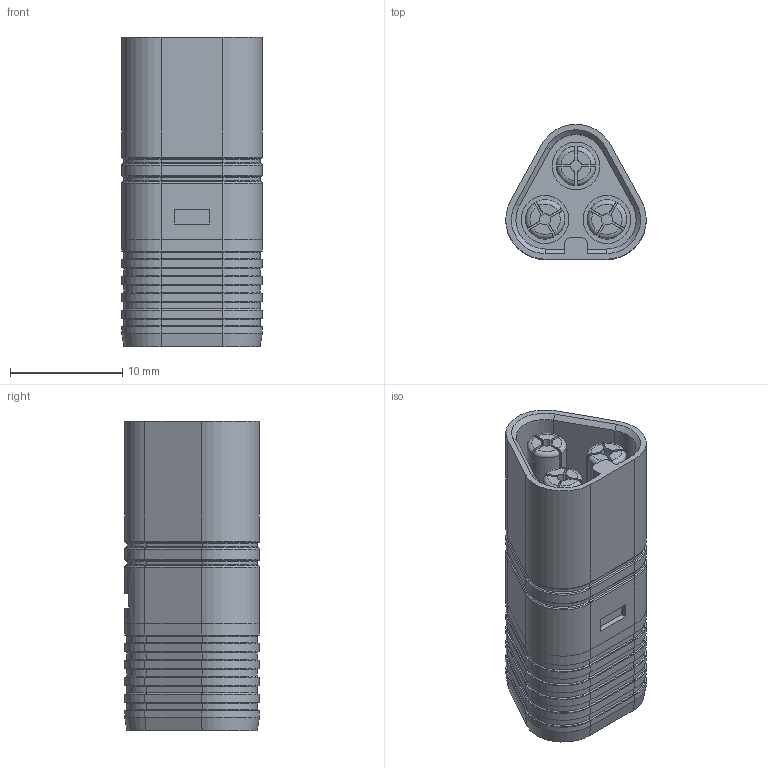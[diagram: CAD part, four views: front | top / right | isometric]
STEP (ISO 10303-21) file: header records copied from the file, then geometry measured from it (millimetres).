
FILE_DESCRIPTION(/* description */ ('','CAx-IF Rec.Pracs.---Representation and Presentation of Product Manufacturing Information (PMI)---4.0---2014-10-13'),/* implementation_level */ '2;1');
FILE_NAME(/* name */ 'MT60-M.stp',/* time_stamp */ '2021-11-22T16:54:14+01:00',/* author */ ('luc.lebaillif'),/* organization */ (''),/* preprocessor_version */ 'ST-DEVELOPER v18.1',/* originating_system */ 'Autodesk Inventor 2021',/* authorisation */ '');
FILE_SCHEMA (('AP242_MANAGED_MODEL_BASED_3D_ENGINEERING_MIM_LF { 1 0 10303 442 1 1 4 }'));
Length unit declared in the file: millimetre
Products named in the file (1): MT60-M
Bounding box: 12.5 x 12 x 27.5 mm (x, y, z)
Volume: 1656.1 mm3; surface area: 4054.9 mm2
Topology: 5 solids, 5 shells, 386 faces, 1075 edges, 871 vertices
Faces by surface type: plane 159, cylinder 155, torus 66, cone 6
Full cylindrical faces by diameter (mm): 2.85 x3, 4.25 x6
Entity records: 12502 total; most frequent: CARTESIAN_POINT 2571, DIRECTION 2199, ORIENTED_EDGE 1830, EDGE_CURVE 915, AXIS2_PLACEMENT_3D 850, VERTEX_POINT 564, LINE 499, VECTOR 499
